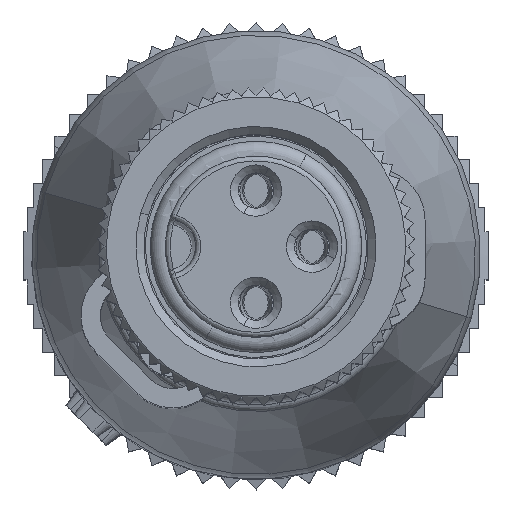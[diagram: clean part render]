
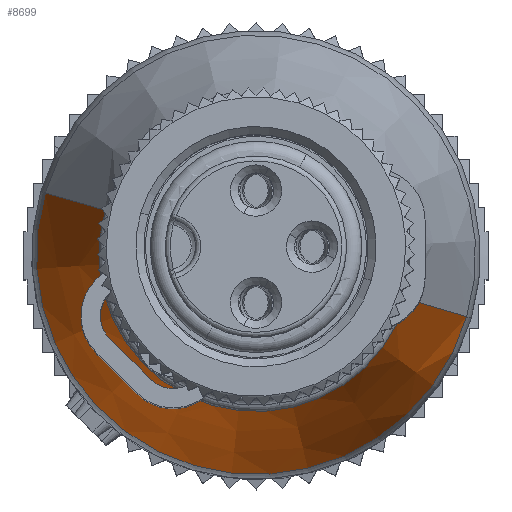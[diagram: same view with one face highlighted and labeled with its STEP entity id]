
A CAD part, top view. The second image highlights one B-rep face of the part: STEP entity #8699.
In plain terms, the highlighted conical face has half-angle 18 degrees and reference radius 4.9 mm.
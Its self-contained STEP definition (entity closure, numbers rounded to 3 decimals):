
#8635=AXIS2_PLACEMENT_3D('Circle Axis2P3D',#8633,#8634,$) ;
#8672=AXIS2_PLACEMENT_3D('Cone Axis2P3D',#8669,#8670,#8671) ;
#8676=AXIS2_PLACEMENT_3D('Circle Axis2P3D',#8674,#8675,$) ;
#8633=CARTESIAN_POINT('Axis2P3D Location',(7.261,7.3,30.911)) ;
#8637=CARTESIAN_POINT('Vertex',(0.685,9.229,30.911)) ;
#8639=CARTESIAN_POINT('Vertex',(13.837,5.371,30.911)) ;
#8669=CARTESIAN_POINT('Axis2P3D Location',(7.261,7.3,36.922)) ;
#8674=CARTESIAN_POINT('Axis2P3D Location',(7.261,7.3,36.922)) ;
#8678=CARTESIAN_POINT('Vertex',(2.56,8.68,36.922)) ;
#8680=CARTESIAN_POINT('Vertex',(11.963,5.92,36.922)) ;
#8683=CARTESIAN_POINT('Line Origine',(1.622,8.954,33.916)) ;
#8688=CARTESIAN_POINT('Line Origine',(12.9,5.646,33.916)) ;
#8634=DIRECTION('Axis2P3D Direction',(0.,0.,1.)) ;
#8670=DIRECTION('Axis2P3D Direction',(0.,0.,-1.)) ;
#8671=DIRECTION('Axis2P3D XDirection',(-0.96,0.282,0.)) ;
#8675=DIRECTION('Axis2P3D Direction',(0.,0.,-1.)) ;
#8684=DIRECTION('Vector Direction',(-0.297,0.087,-0.951)) ;
#8689=DIRECTION('Vector Direction',(0.297,-0.087,-0.951)) ;
#8685=VECTOR('Line Direction',#8684,1.) ;
#8690=VECTOR('Line Direction',#8689,1.) ;
#8694=ORIENTED_EDGE('',*,*,#8682,.F.) ;
#8695=ORIENTED_EDGE('',*,*,#8687,.T.) ;
#8696=ORIENTED_EDGE('',*,*,#8641,.T.) ;
#8697=ORIENTED_EDGE('',*,*,#8692,.F.) ;
#8699=ADVANCED_FACE('Hauptk\X2\00F6\X0\rper',(#8698),#8673,.T.) ;
#8636=CIRCLE('generated circle',#8635,6.853) ;
#8677=CIRCLE('generated circle',#8676,4.9) ;
#8673=CONICAL_SURFACE('Cone',#8672,4.9,0.314) ;
#8641=EDGE_CURVE('',#8638,#8640,#8636,.T.) ;
#8682=EDGE_CURVE('',#8679,#8681,#8677,.F.) ;
#8687=EDGE_CURVE('',#8679,#8638,#8686,.T.) ;
#8692=EDGE_CURVE('',#8681,#8640,#8691,.T.) ;
#8693=EDGE_LOOP('',(#8694,#8695,#8696,#8697)) ;
#8698=FACE_OUTER_BOUND('',#8693,.T.) ;
#8686=LINE('Line',#8683,#8685) ;
#8691=LINE('Line',#8688,#8690) ;
#8638=VERTEX_POINT('',#8637) ;
#8640=VERTEX_POINT('',#8639) ;
#8679=VERTEX_POINT('',#8678) ;
#8681=VERTEX_POINT('',#8680) ;
